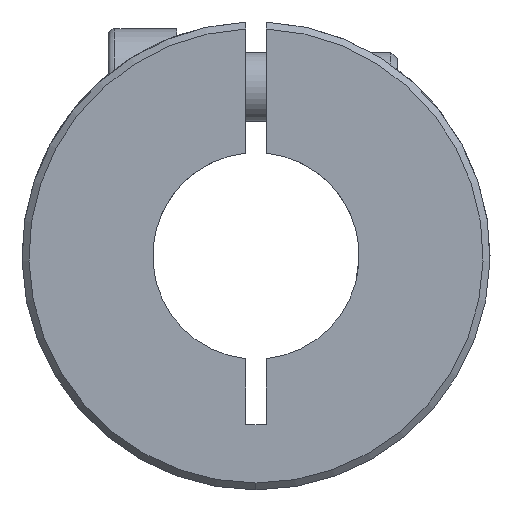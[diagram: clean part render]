
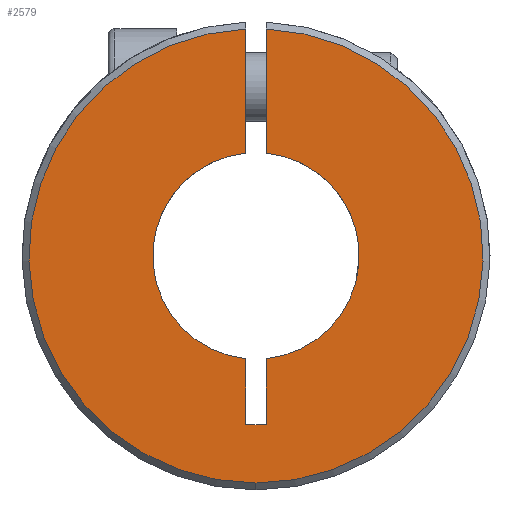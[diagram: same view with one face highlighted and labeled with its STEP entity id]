
A CAD part, left-side view. The second image highlights one B-rep face of the part: STEP entity #2579.
In plain terms, the highlighted planar face has unit normal (-1, 0, 0).
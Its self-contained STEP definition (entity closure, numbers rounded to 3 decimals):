
#153 = CARTESIAN_POINT ( 'NONE',  ( -25., -0.75, -7.462 ) ) ;
#311 = VERTEX_POINT ( 'NONE', #6125 ) ;
#450 = ORIENTED_EDGE ( 'NONE', *, *, #5285, .T. ) ;
#521 = CIRCLE ( 'NONE', #4598, 16.5 ) ;
#531 = AXIS2_PLACEMENT_3D ( 'NONE', #1516, #1669, #969 ) ;
#580 = EDGE_CURVE ( 'NONE', #5775, #311, #3363, .T. ) ;
#605 = EDGE_CURVE ( 'NONE', #6536, #7031, #3074, .T. ) ;
#937 = VERTEX_POINT ( 'NONE', #3104 ) ;
#969 = DIRECTION ( 'NONE',  ( 0., 0., 1. ) ) ;
#1112 = DIRECTION ( 'NONE',  ( 0., 1., 0. ) ) ;
#1118 = EDGE_CURVE ( 'NONE', #5775, #7031, #3094, .T. ) ;
#1276 = VERTEX_POINT ( 'NONE', #3686 ) ;
#1357 = DIRECTION ( 'NONE',  ( 0., 0., 1. ) ) ;
#1392 = EDGE_CURVE ( 'NONE', #937, #6562, #6052, .T. ) ;
#1402 = EDGE_CURVE ( 'NONE', #6562, #3324, #5798, .T. ) ;
#1516 = CARTESIAN_POINT ( 'NONE',  ( -25., 0., 0. ) ) ;
#1642 = CARTESIAN_POINT ( 'NONE',  ( -25., 0., 0. ) ) ;
#1645 = VERTEX_POINT ( 'NONE', #6999 ) ;
#1669 = DIRECTION ( 'NONE',  ( -1., 0., 0. ) ) ;
#1719 = VECTOR ( 'NONE', #1112, 1000. ) ;
#2002 = PLANE ( 'NONE',  #6852 ) ;
#2120 = VECTOR ( 'NONE', #1357, 1000. ) ;
#2136 = DIRECTION ( 'NONE',  ( 0., 0., -1. ) ) ;
#2206 = DIRECTION ( 'NONE',  ( -1., 0., 0. ) ) ;
#2231 = CARTESIAN_POINT ( 'NONE',  ( -25., 0.75, 7.462 ) ) ;
#2258 = DIRECTION ( 'NONE',  ( 0., 0., 1. ) ) ;
#2318 = CARTESIAN_POINT ( 'NONE',  ( -25., -0.75, -12.25 ) ) ;
#2357 = CARTESIAN_POINT ( 'NONE',  ( -25., 0.75, -12.25 ) ) ;
#2579 = ADVANCED_FACE ( 'NONE', ( #3648 ), #2002, .F. ) ;
#2590 = CARTESIAN_POINT ( 'NONE',  ( -25., 0.75, -7.462 ) ) ;
#2722 = ORIENTED_EDGE ( 'NONE', *, *, #605, .T. ) ;
#3074 = LINE ( 'NONE', #2357, #2120 ) ;
#3086 = CARTESIAN_POINT ( 'NONE',  ( -25., 0.75, -12.25 ) ) ;
#3094 = CIRCLE ( 'NONE', #531, 7.5 ) ;
#3104 = CARTESIAN_POINT ( 'NONE',  ( -25., -0.75, -12.25 ) ) ;
#3324 = VERTEX_POINT ( 'NONE', #4062 ) ;
#3363 = LINE ( 'NONE', #5085, #6146 ) ;
#3393 = DIRECTION ( 'NONE',  ( -1., 0., 0. ) ) ;
#3435 = EDGE_CURVE ( 'NONE', #937, #6536, #6234, .T. ) ;
#3631 = ORIENTED_EDGE ( 'NONE', *, *, #6791, .T. ) ;
#3648 = FACE_OUTER_BOUND ( 'NONE', #7137, .T. ) ;
#3656 = DIRECTION ( 'NONE',  ( 0., 0., -1. ) ) ;
#3686 = CARTESIAN_POINT ( 'NONE',  ( -25., 0., -16.5 ) ) ;
#4050 = ORIENTED_EDGE ( 'NONE', *, *, #3435, .T. ) ;
#4062 = CARTESIAN_POINT ( 'NONE',  ( -25., -0.75, 7.462 ) ) ;
#4159 = VECTOR ( 'NONE', #5463, 1000. ) ;
#4194 = DIRECTION ( 'NONE',  ( 1., 0., 0. ) ) ;
#4382 = ORIENTED_EDGE ( 'NONE', *, *, #1392, .F. ) ;
#4392 = CARTESIAN_POINT ( 'NONE',  ( -25., 0., 0. ) ) ;
#4473 = CARTESIAN_POINT ( 'NONE',  ( -25., -0.75, -12.25 ) ) ;
#4598 = AXIS2_PLACEMENT_3D ( 'NONE', #1642, #3393, #2136 ) ;
#4710 = CARTESIAN_POINT ( 'NONE',  ( -25., 0., 0. ) ) ;
#4817 = ORIENTED_EDGE ( 'NONE', *, *, #580, .T. ) ;
#4873 = ORIENTED_EDGE ( 'NONE', *, *, #1118, .F. ) ;
#4874 = ORIENTED_EDGE ( 'NONE', *, *, #6868, .F. ) ;
#4995 = CIRCLE ( 'NONE', #6158, 16.5 ) ;
#5085 = CARTESIAN_POINT ( 'NONE',  ( -25., 0.75, -12.25 ) ) ;
#5179 = VECTOR ( 'NONE', #5782, 1000. ) ;
#5228 = LINE ( 'NONE', #2318, #5179 ) ;
#5285 = EDGE_CURVE ( 'NONE', #311, #1276, #4995, .T. ) ;
#5299 = DIRECTION ( 'NONE',  ( -1., 0., 0. ) ) ;
#5446 = AXIS2_PLACEMENT_3D ( 'NONE', #4392, #2206, #6762 ) ;
#5463 = DIRECTION ( 'NONE',  ( 0., 0., 1. ) ) ;
#5775 = VERTEX_POINT ( 'NONE', #2231 ) ;
#5782 = DIRECTION ( 'NONE',  ( 0., 0., 1. ) ) ;
#5798 = CIRCLE ( 'NONE', #5446, 7.5 ) ;
#5888 = CARTESIAN_POINT ( 'NONE',  ( -25., 7.5, 0. ) ) ;
#6052 = LINE ( 'NONE', #7167, #4159 ) ;
#6125 = CARTESIAN_POINT ( 'NONE',  ( -25., 0.75, 16.483 ) ) ;
#6146 = VECTOR ( 'NONE', #2258, 1000. ) ;
#6158 = AXIS2_PLACEMENT_3D ( 'NONE', #4710, #5299, #3656 ) ;
#6234 = LINE ( 'NONE', #4473, #1719 ) ;
#6436 = DIRECTION ( 'NONE',  ( 0., 0., -1. ) ) ;
#6536 = VERTEX_POINT ( 'NONE', #3086 ) ;
#6562 = VERTEX_POINT ( 'NONE', #153 ) ;
#6762 = DIRECTION ( 'NONE',  ( 0., 0., 1. ) ) ;
#6791 = EDGE_CURVE ( 'NONE', #1276, #1645, #521, .T. ) ;
#6852 = AXIS2_PLACEMENT_3D ( 'NONE', #5888, #4194, #6436 ) ;
#6868 = EDGE_CURVE ( 'NONE', #3324, #1645, #5228, .T. ) ;
#6933 = ORIENTED_EDGE ( 'NONE', *, *, #1402, .F. ) ;
#6999 = CARTESIAN_POINT ( 'NONE',  ( -25., -0.75, 16.483 ) ) ;
#7031 = VERTEX_POINT ( 'NONE', #2590 ) ;
#7137 = EDGE_LOOP ( 'NONE', ( #4817, #450, #3631, #4874, #6933, #4382, #4050, #2722, #4873 ) ) ;
#7167 = CARTESIAN_POINT ( 'NONE',  ( -25., -0.75, -12.25 ) ) ;
